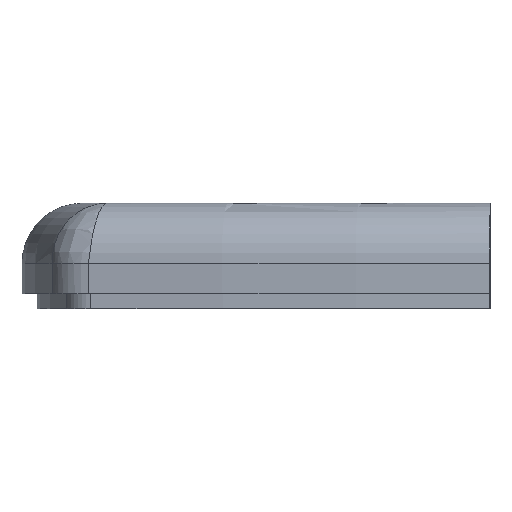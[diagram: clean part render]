
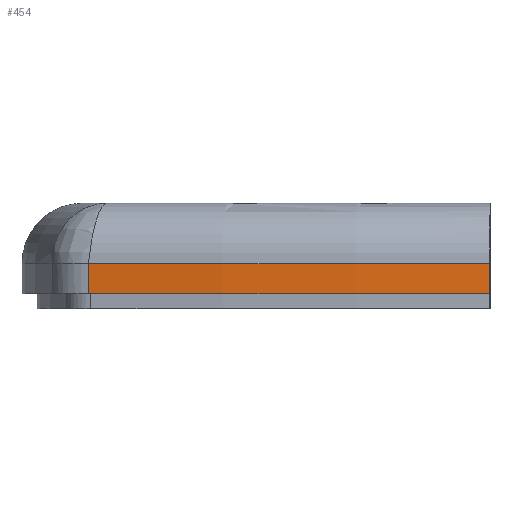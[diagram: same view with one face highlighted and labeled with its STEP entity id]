
A CAD part, left-side view. The second image highlights one B-rep face of the part: STEP entity #454.
In plain terms, the highlighted cylindrical face has radius 172.136 mm (diameter 344.273 mm), a partial arc.
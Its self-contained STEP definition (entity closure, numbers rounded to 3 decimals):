
#454 = ADVANCED_FACE('',(#455),#470,.F.);
#455 = FACE_BOUND('',#456,.F.);
#456 = EDGE_LOOP('',(#457,#497,#525,#554));
#457 = ORIENTED_EDGE('',*,*,#458,.T.);
#458 = EDGE_CURVE('',#459,#461,#463,.T.);
#459 = VERTEX_POINT('',#460);
#460 = CARTESIAN_POINT('',(-16.124,26.655,1.));
#461 = VERTEX_POINT('',#462);
#462 = CARTESIAN_POINT('',(-18.2,0.,1.));
#463 = SURFACE_CURVE('',#464,(#469,#481),.PCURVE_S1.);
#464 = CIRCLE('',#465,172.136);
#465 = AXIS2_PLACEMENT_3D('',#466,#467,#468);
#466 = CARTESIAN_POINT('',(153.936,0.,1.));
#467 = DIRECTION('',(0.,0.,1.));
#468 = DIRECTION('',(-1.,-0.,-0.));
#469 = PCURVE('',#470,#475);
#470 = CYLINDRICAL_SURFACE('',#471,172.136);
#471 = AXIS2_PLACEMENT_3D('',#472,#473,#474);
#472 = CARTESIAN_POINT('',(153.936,0.,0.));
#473 = DIRECTION('',(0.,0.,-1.));
#474 = DIRECTION('',(-1.,-0.,-0.));
#475 = DEFINITIONAL_REPRESENTATION('',(#476),#480);
#476 = LINE('',#477,#478);
#477 = CARTESIAN_POINT('',(6.283,-1.));
#478 = VECTOR('',#479,1.);
#479 = DIRECTION('',(-1.,0.));
#480 = ( GEOMETRIC_REPRESENTATION_CONTEXT(2) 
PARAMETRIC_REPRESENTATION_CONTEXT() REPRESENTATION_CONTEXT('2D SPACE',''
  ) );
#481 = PCURVE('',#482,#487);
#482 = PLANE('',#483);
#483 = AXIS2_PLACEMENT_3D('',#484,#485,#486);
#484 = CARTESIAN_POINT('',(0.,19.368,1.));
#485 = DIRECTION('',(0.,0.,-1.));
#486 = DIRECTION('',(0.,-1.,0.));
#487 = DEFINITIONAL_REPRESENTATION('',(#488),#496);
#488 = ( BOUNDED_CURVE() B_SPLINE_CURVE(2,(#489,#490,#491,#492,#493,#494
,#495),.UNSPECIFIED.,.F.,.F.) B_SPLINE_CURVE_WITH_KNOTS((1,2,2,2,2,1),(
    -2.094,0.,2.094,4.189,6.283,
8.378),.UNSPECIFIED.) CURVE() GEOMETRIC_REPRESENTATION_ITEM() 
RATIONAL_B_SPLINE_CURVE((1.,0.5,1.,0.5,1.,0.5,1.)) REPRESENTATION_ITEM(
  '') );
#489 = CARTESIAN_POINT('',(19.368,18.2));
#490 = CARTESIAN_POINT('',(317.517,18.2));
#491 = CARTESIAN_POINT('',(168.443,-240.004));
#492 = CARTESIAN_POINT('',(19.368,-498.209));
#493 = CARTESIAN_POINT('',(-129.706,-240.004));
#494 = CARTESIAN_POINT('',(-278.78,18.2));
#495 = CARTESIAN_POINT('',(19.368,18.2));
#496 = ( GEOMETRIC_REPRESENTATION_CONTEXT(2) 
PARAMETRIC_REPRESENTATION_CONTEXT() REPRESENTATION_CONTEXT('2D SPACE',''
  ) );
#497 = ORIENTED_EDGE('',*,*,#498,.T.);
#498 = EDGE_CURVE('',#461,#499,#501,.T.);
#499 = VERTEX_POINT('',#500);
#500 = CARTESIAN_POINT('',(-18.2,0.,3.));
#501 = SURFACE_CURVE('',#502,(#506,#513),.PCURVE_S1.);
#502 = LINE('',#503,#504);
#503 = CARTESIAN_POINT('',(-18.2,0.,0.));
#504 = VECTOR('',#505,1.);
#505 = DIRECTION('',(0.,0.,1.));
#506 = PCURVE('',#470,#507);
#507 = DEFINITIONAL_REPRESENTATION('',(#508),#512);
#508 = LINE('',#509,#510);
#509 = CARTESIAN_POINT('',(0.,0.));
#510 = VECTOR('',#511,1.);
#511 = DIRECTION('',(0.,-1.));
#512 = ( GEOMETRIC_REPRESENTATION_CONTEXT(2) 
PARAMETRIC_REPRESENTATION_CONTEXT() REPRESENTATION_CONTEXT('2D SPACE',''
  ) );
#513 = PCURVE('',#514,#519);
#514 = PLANE('',#515);
#515 = AXIS2_PLACEMENT_3D('',#516,#517,#518);
#516 = CARTESIAN_POINT('',(18.2,0.,1.));
#517 = DIRECTION('',(0.,1.,0.));
#518 = DIRECTION('',(0.,0.,1.));
#519 = DEFINITIONAL_REPRESENTATION('',(#520),#524);
#520 = LINE('',#521,#522);
#521 = CARTESIAN_POINT('',(-1.,-36.4));
#522 = VECTOR('',#523,1.);
#523 = DIRECTION('',(1.,0.));
#524 = ( GEOMETRIC_REPRESENTATION_CONTEXT(2) 
PARAMETRIC_REPRESENTATION_CONTEXT() REPRESENTATION_CONTEXT('2D SPACE',''
  ) );
#525 = ORIENTED_EDGE('',*,*,#526,.T.);
#526 = EDGE_CURVE('',#499,#527,#529,.T.);
#527 = VERTEX_POINT('',#528);
#528 = CARTESIAN_POINT('',(-16.124,26.655,3.));
#529 = SURFACE_CURVE('',#530,(#535,#542),.PCURVE_S1.);
#530 = CIRCLE('',#531,172.136);
#531 = AXIS2_PLACEMENT_3D('',#532,#533,#534);
#532 = CARTESIAN_POINT('',(153.936,0.,3.));
#533 = DIRECTION('',(0.,0.,-1.));
#534 = DIRECTION('',(-1.,-0.,-0.));
#535 = PCURVE('',#470,#536);
#536 = DEFINITIONAL_REPRESENTATION('',(#537),#541);
#537 = LINE('',#538,#539);
#538 = CARTESIAN_POINT('',(0.,-3.));
#539 = VECTOR('',#540,1.);
#540 = DIRECTION('',(1.,0.));
#541 = ( GEOMETRIC_REPRESENTATION_CONTEXT(2) 
PARAMETRIC_REPRESENTATION_CONTEXT() REPRESENTATION_CONTEXT('2D SPACE',''
  ) );
#542 = PCURVE('',#543,#548);
#543 = TOROIDAL_SURFACE('',#544,168.136,4.);
#544 = AXIS2_PLACEMENT_3D('',#545,#546,#547);
#545 = CARTESIAN_POINT('',(153.936,0.,3.));
#546 = DIRECTION('',(0.,0.,1.));
#547 = DIRECTION('',(-1.,-0.,-0.));
#548 = DEFINITIONAL_REPRESENTATION('',(#549),#553);
#549 = LINE('',#550,#551);
#550 = CARTESIAN_POINT('',(-0.,0.));
#551 = VECTOR('',#552,1.);
#552 = DIRECTION('',(-1.,0.));
#553 = ( GEOMETRIC_REPRESENTATION_CONTEXT(2) 
PARAMETRIC_REPRESENTATION_CONTEXT() REPRESENTATION_CONTEXT('2D SPACE',''
  ) );
#554 = ORIENTED_EDGE('',*,*,#555,.F.);
#555 = EDGE_CURVE('',#459,#527,#556,.T.);
#556 = SURFACE_CURVE('',#557,(#561,#568),.PCURVE_S1.);
#557 = LINE('',#558,#559);
#558 = CARTESIAN_POINT('',(-16.124,26.655,0.));
#559 = VECTOR('',#560,1.);
#560 = DIRECTION('',(0.,0.,1.));
#561 = PCURVE('',#470,#562);
#562 = DEFINITIONAL_REPRESENTATION('',(#563),#567);
#563 = LINE('',#564,#565);
#564 = CARTESIAN_POINT('',(0.155,0.));
#565 = VECTOR('',#566,1.);
#566 = DIRECTION('',(0.,-1.));
#567 = ( GEOMETRIC_REPRESENTATION_CONTEXT(2) 
PARAMETRIC_REPRESENTATION_CONTEXT() REPRESENTATION_CONTEXT('2D SPACE',''
  ) );
#568 = PCURVE('',#569,#574);
#569 = CYLINDRICAL_SURFACE('',#570,3.);
#570 = AXIS2_PLACEMENT_3D('',#571,#572,#573);
#571 = CARTESIAN_POINT('',(-13.16,26.19,0.));
#572 = DIRECTION('',(0.,0.,-1.));
#573 = DIRECTION('',(-1.,-0.,-0.));
#574 = DEFINITIONAL_REPRESENTATION('',(#575),#579);
#575 = LINE('',#576,#577);
#576 = CARTESIAN_POINT('',(0.155,0.));
#577 = VECTOR('',#578,1.);
#578 = DIRECTION('',(0.,-1.));
#579 = ( GEOMETRIC_REPRESENTATION_CONTEXT(2) 
PARAMETRIC_REPRESENTATION_CONTEXT() REPRESENTATION_CONTEXT('2D SPACE',''
  ) );
